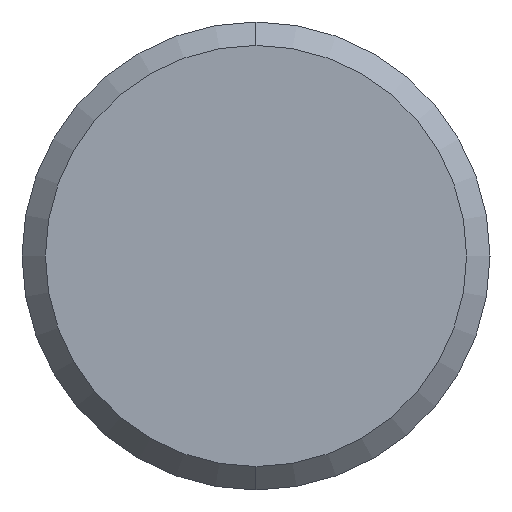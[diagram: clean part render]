
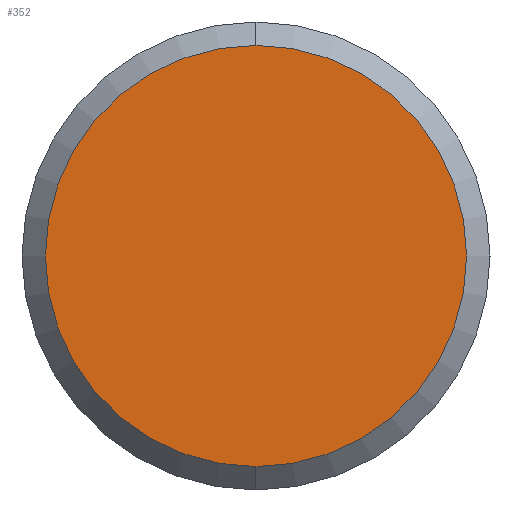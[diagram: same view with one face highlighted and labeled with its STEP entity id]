
A CAD part, left-side view. The second image highlights one B-rep face of the part: STEP entity #352.
In plain terms, the highlighted face is planar.
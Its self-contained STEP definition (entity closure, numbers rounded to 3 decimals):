
#195=CARTESIAN_POINT('',(0.,0.,0.));
#196=DIRECTION('',(0.,0.,1.));
#197=DIRECTION('',(-1.,0.,0.));
#198=AXIS2_PLACEMENT_3D('',#195,#196,#197);
#203=CARTESIAN_POINT('',(0.,0.,0.));
#204=DIRECTION('',(0.,0.,-1.));
#205=DIRECTION('',(-1.,0.,0.));
#206=AXIS2_PLACEMENT_3D('',#203,#204,#205);
#212=CARTESIAN_POINT('',(-2.25,0.,0.));
#214=VERTEX_POINT('',#212);
#216=CARTESIAN_POINT('',(2.25,0.,0.));
#218=VERTEX_POINT('',#216);
#343=CARTESIAN_POINT('',(0.,0.,0.));
#344=DIRECTION('',(0.,0.,-1.));
#345=DIRECTION('',(1.,0.,0.));
#346=AXIS2_PLACEMENT_3D('',#343,#344,#345);
#347=PLANE('',#346);
#348=ORIENTED_EDGE('',*,*,#336,.F.);
#349=ORIENTED_EDGE('',*,*,#325,.T.);
#350=EDGE_LOOP('',(#348,#349));
#351=FACE_OUTER_BOUND('',#350,.F.);
#199=CIRCLE('',#198,2.25);
#207=CIRCLE('',#206,2.25);
#325=EDGE_CURVE('',#214,#218,#207,.T.);
#336=EDGE_CURVE('',#214,#218,#199,.T.);
#352=ADVANCED_FACE('',(#351),#347,.F.);
